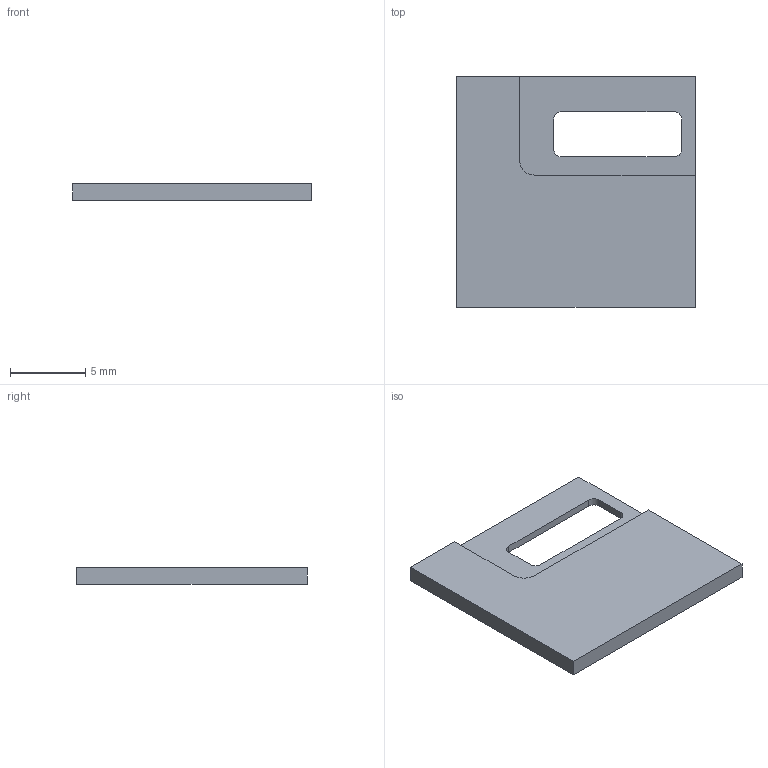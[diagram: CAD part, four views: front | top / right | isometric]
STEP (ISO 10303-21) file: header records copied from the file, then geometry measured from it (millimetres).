
FILE_DESCRIPTION(/* description */ (''),/* implementation_level */ '2;1');
FILE_NAME(/* name */ 'TTP-EAST-MEM.stp',/* time_stamp */ '2023-11-01T20:45:49+03:00',/* author */ (''),/* organization */ (''),/* preprocessor_version */ 'ST-DEVELOPER v16.7',/* originating_system */ 'SIEMENS PLM Software NX 12.0',/* authorisation */ '');
FILE_SCHEMA (('AUTOMOTIVE_DESIGN { 1 0 10303 214 3 1 1 1 }'));
Length unit declared in the file: millimetre
Products named in the file (1): TTP-EAST-MEM
Bounding box: 15.91 x 15.36 x 1.1 mm (x, y, z)
Volume: 210.2 mm3; surface area: 517.7 mm2
Topology: 1 solids, 1 shells, 18 faces, 48 edges, 32 vertices
Faces by surface type: plane 13, cylinder 5
Entity records: 590 total; most frequent: CARTESIAN_POINT 99, ORIENTED_EDGE 96, DIRECTION 96, EDGE_CURVE 48, LINE 38, VECTOR 38, VERTEX_POINT 32, AXIS2_PLACEMENT_3D 29
